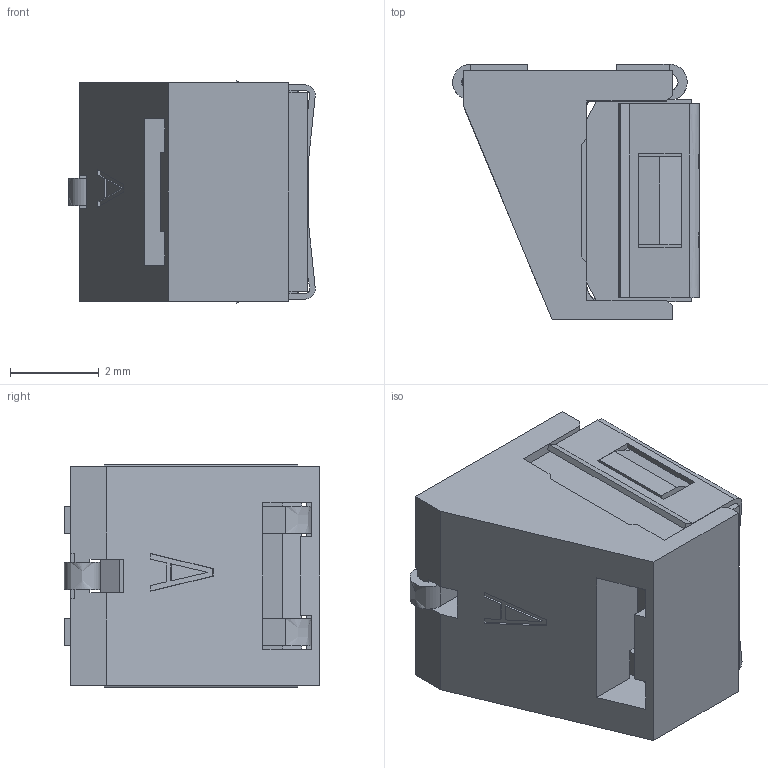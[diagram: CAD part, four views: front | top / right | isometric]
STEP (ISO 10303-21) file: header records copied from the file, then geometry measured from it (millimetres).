
FILE_DESCRIPTION((''),'2;1');
FILE_NAME('3314Z-GA4-XXX_ASM','2012-02-28T',('minhn'),('Bourns, Inc.'),'PRO/ENGINEER BY PARAMETRIC TECHNOLOGY CORPORATION, 2001200','PRO/ENGINEER BY PARAMETRIC TECHNOLOGY CORPORATION, 2001200','');
FILE_SCHEMA(('AUTOMOTIVE_DESIGN_CC2 { 1 2 10303 214 -1 1 5 2 }'));
Length unit declared in the file: inch
Products named in the file (2): P3314Z-A-HOUSING; 3314Z-GA4-XXX_ASM
Assembly tree (1 placements, depth 2):
  3314Z-GA4-XXX_ASM
    P3314Z-A-HOUSING
Bounding box: 5.56 x 5.76 x 5.01 mm (x, y, z)
Volume: 104.9 mm3; surface area: 325.9 mm2
Topology: 2 solids, 3 shells, 413 faces, 1212 edges, 772 vertices
Faces by surface type: bspline 413
Entity records: 18746 total; most frequent: CARTESIAN_POINT 5533, ORIENTED_EDGE 2424, PRESENTATION_STYLE_ASSIGNMENT 1214, STYLED_ITEM 1214, CURVE_STYLE 1212, EDGE_CURVE 1212, DIRECTION 1205, VECTOR 875
